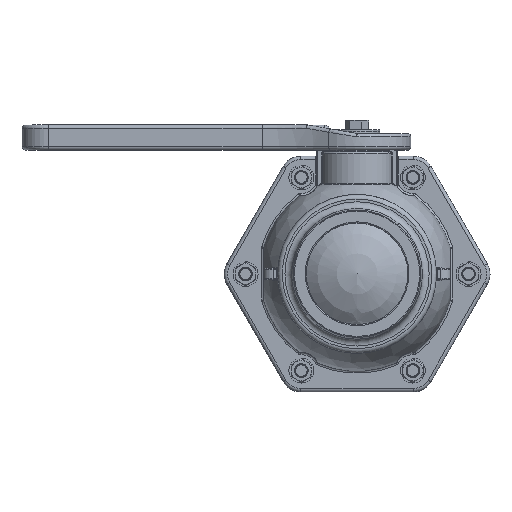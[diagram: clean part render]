
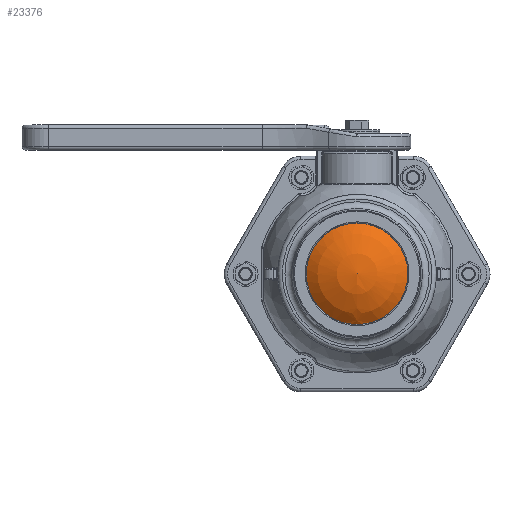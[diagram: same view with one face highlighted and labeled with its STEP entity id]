
A CAD part, top view. The second image highlights one B-rep face of the part: STEP entity #23376.
In plain terms, the highlighted spherical face has radius 59.842 mm.
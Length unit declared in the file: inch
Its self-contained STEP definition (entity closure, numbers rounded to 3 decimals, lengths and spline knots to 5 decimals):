
#251=SPHERICAL_SURFACE($,#25205,2.356);
#1653=FACE_BOUND($,#4425,.T.);
#1654=FACE_BOUND($,#4426,.T.);
#1655=FACE_BOUND($,#4427,.T.);
#4425=EDGE_LOOP($,(#18268));
#4426=EDGE_LOOP($,(#18269,#18270,#18271,#18272));
#4427=EDGE_LOOP($,(#18273));
#5895=CIRCLE($,#25203,1.61175);
#5897=CIRCLE($,#25206,1.61175);
#5898=CIRCLE($,#25207,2.24961);
#5899=CIRCLE($,#25208,2.33417);
#5900=CIRCLE($,#25209,2.24961);
#5901=CIRCLE($,#25210,2.33417);
#10703=VERTEX_POINT($,#59841);
#10705=VERTEX_POINT($,#59846);
#10706=VERTEX_POINT($,#59848);
#10707=VERTEX_POINT($,#59849);
#10708=VERTEX_POINT($,#59851);
#10709=VERTEX_POINT($,#59853);
#13414=EDGE_CURVE($,#10703,#10703,#5895,.T.);
#13416=EDGE_CURVE($,#10705,#10705,#5897,.T.);
#13417=EDGE_CURVE($,#10706,#10707,#5898,.T.);
#13418=EDGE_CURVE($,#10708,#10706,#5899,.T.);
#13419=EDGE_CURVE($,#10709,#10708,#5900,.T.);
#13420=EDGE_CURVE($,#10707,#10709,#5901,.T.);
#18268=ORIENTED_EDGE($,*,*,#13416,.F.);
#18269=ORIENTED_EDGE($,*,*,#13417,.F.);
#18270=ORIENTED_EDGE($,*,*,#13418,.F.);
#18271=ORIENTED_EDGE($,*,*,#13419,.F.);
#18272=ORIENTED_EDGE($,*,*,#13420,.F.);
#18273=ORIENTED_EDGE($,*,*,#13414,.F.);
#23376=ADVANCED_FACE($,(#1653,#1654,#1655),#251,.T.);
#25203=AXIS2_PLACEMENT_3D($,#59842,#28765,#28766);
#25205=AXIS2_PLACEMENT_3D($,#59845,#28769,#28770);
#25206=AXIS2_PLACEMENT_3D($,#59847,#28771,#28772);
#25207=AXIS2_PLACEMENT_3D($,#59850,#28773,#28774);
#25208=AXIS2_PLACEMENT_3D($,#59852,#28775,#28776);
#25209=AXIS2_PLACEMENT_3D($,#59854,#28777,#28778);
#25210=AXIS2_PLACEMENT_3D($,#59855,#28779,#28780);
#28765=DIRECTION('center_axis',(1.,0.,0.));
#28766=DIRECTION('ref_axis',(0.,0.,-1.));
#28769=DIRECTION('center_axis',(0.,0.,1.));
#28770=DIRECTION('ref_axis',(1.,0.,0.));
#28771=DIRECTION('center_axis',(-1.,0.,0.));
#28772=DIRECTION('ref_axis',(0.,0.,1.));
#28773=DIRECTION('center_axis',(0.,0.,-1.));
#28774=DIRECTION('ref_axis',(0.,-1.,0.));
#28775=DIRECTION('center_axis',(1.,0.,0.));
#28776=DIRECTION('ref_axis',(0.,0.,1.));
#28777=DIRECTION('center_axis',(0.,0.,1.));
#28778=DIRECTION('ref_axis',(0.,1.,0.));
#28779=DIRECTION('center_axis',(-1.,0.,0.));
#28780=DIRECTION('ref_axis',(0.,0.,-1.));
#59841=CARTESIAN_POINT('',(1.71843,1.61175,0.));
#59842=CARTESIAN_POINT('Origin',(1.71843,0.,0.));
#59845=CARTESIAN_POINT('Origin',(0.,0.,0.));
#59846=CARTESIAN_POINT('',(-1.71843,1.61175,0.));
#59847=CARTESIAN_POINT('Origin',(-1.71843,0.,0.));
#59848=CARTESIAN_POINT('',(-0.32,2.22673,0.7));
#59849=CARTESIAN_POINT('',(0.32,2.22673,0.7));
#59850=CARTESIAN_POINT('Origin',(0.,0.,0.7));
#59851=CARTESIAN_POINT('',(-0.32,2.22673,-0.7));
#59852=CARTESIAN_POINT('Origin',(-0.32,0.,0.));
#59853=CARTESIAN_POINT('',(0.32,2.22673,-0.7));
#59854=CARTESIAN_POINT('Origin',(0.,0.,-0.7));
#59855=CARTESIAN_POINT('Origin',(0.32,0.,0.));
